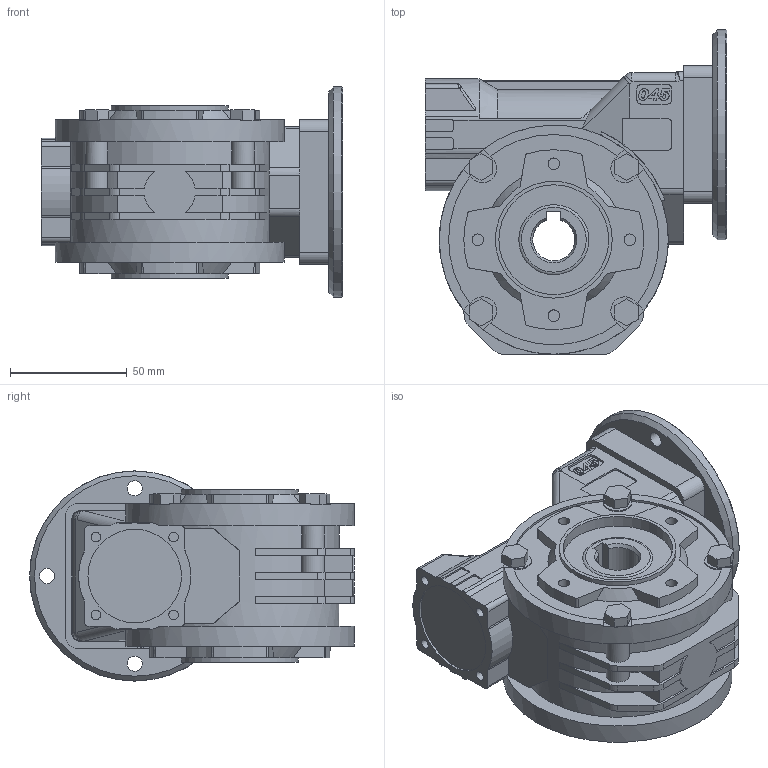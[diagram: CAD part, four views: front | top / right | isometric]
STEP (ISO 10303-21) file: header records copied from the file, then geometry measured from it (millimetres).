
FILE_DESCRIPTION(/* description */ ('Unknown'),/* implementation_level */ '2;1');
FILE_NAME(/* name */ '_P_045_FB_xxx_C_0_-P_B3_-B_',/* time_stamp */ '2025-09-09T13:06:10+02:00',/* author */ ('Unknown'),/* organization */ ('Unknown'),/* preprocessor_version */ 'ST-DEVELOPER v18.104',/* originating_system */ 'Solid Edge',/* authorisation */ 'Unknown');
FILE_SCHEMA (('AUTOMOTIVE_DESIGN {1 0 10303 214 3 1 1}'));
Length unit declared in the file: millimetre
Products named in the file (4): _P_045_FB_xxx_C_0_-P_B3_-B_; _B_045_FB__7,00_C_0_-M_B3_-.3d; C355091P; 0504047
Assembly tree (3 placements, depth 2):
  _P_045_FB_xxx_C_0_-P_B3_-B_
    _B_045_FB__7,00_C_0_-M_B3_-.3d
    C355091P
    0504047
Bounding box: 129 x 138.99 x 89.98 mm (x, y, z)
Volume: 636218.6 mm3; surface area: 88742.5 mm2
Topology: 3 solids, 3 shells, 588 faces, 1556 edges, 1028 vertices
Faces by surface type: plane 387, cylinder 138, bspline 30, cone 27, torus 4, sphere 2
Full cylindrical faces by diameter (mm): 4.134 x4, 4.917 x12, 6.5 x4, 16.6 x1, 21 x1, 24.95 x1, 25 x1, 40 x2, 45 x1, 47 x4, 50 x2, 60 x1, 98 x2
Entity records: 23623 total; most frequent: CARTESIAN_POINT 5287, ORIENTED_EDGE 2962, DIRECTION 2845, EDGE_CURVE 1481, VERTEX_POINT 1003, LINE 975, VECTOR 975, AXIS2_PLACEMENT_3D 935
